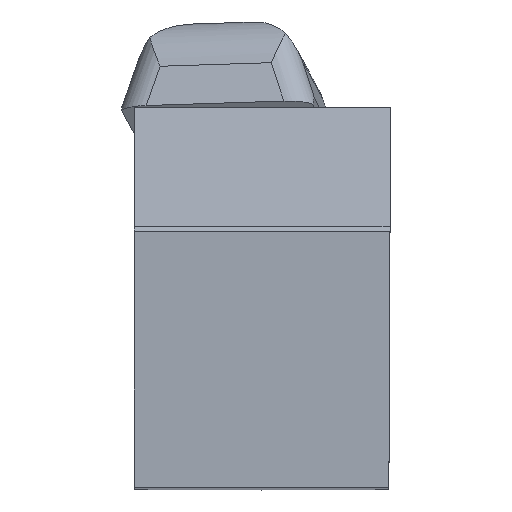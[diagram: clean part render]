
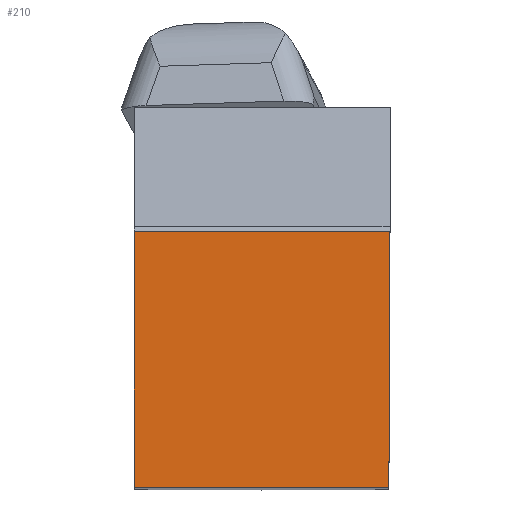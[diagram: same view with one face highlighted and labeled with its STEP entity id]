
A CAD part, top view. The second image highlights one B-rep face of the part: STEP entity #210.
In plain terms, the highlighted planar face has unit normal (0, 0, 1).
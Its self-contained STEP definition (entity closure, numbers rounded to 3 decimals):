
#150=FACE_OUTER_BOUND('',#570,.T.);
#210=ADVANCED_FACE('BLANK_BOXF006',(#150),#264,.F.);
#264=PLANE('',#1356);
#330=LINE('',#1926,#450);
#355=LINE('',#1988,#475);
#357=LINE('',#1993,#477);
#358=LINE('',#1995,#478);
#450=VECTOR('',#1515,1.);
#475=VECTOR('',#1570,1.);
#477=VECTOR('',#1576,1.);
#478=VECTOR('',#1577,1.);
#570=EDGE_LOOP('',(#740,#741,#742,#743));
#740=ORIENTED_EDGE('',*,*,#1104,.F.);
#741=ORIENTED_EDGE('',*,*,#1136,.F.);
#742=ORIENTED_EDGE('',*,*,#1139,.F.);
#743=ORIENTED_EDGE('',*,*,#1140,.F.);
#984=VERTEX_POINT('',#1925);
#985=VERTEX_POINT('',#1927);
#1006=VERTEX_POINT('',#1987);
#1008=VERTEX_POINT('',#1994);
#1104=EDGE_CURVE('',#984,#985,#330,.T.);
#1136=EDGE_CURVE('',#1006,#984,#355,.T.);
#1139=EDGE_CURVE('',#1008,#1006,#357,.T.);
#1140=EDGE_CURVE('',#985,#1008,#358,.T.);
#1356=AXIS2_PLACEMENT_3D('',#1996,#1578,#1579);
#1515=DIRECTION('',(0.,1.,0.));
#1570=DIRECTION('',(-1.,0.,0.));
#1576=DIRECTION('',(-0.004,-1.,0.));
#1577=DIRECTION('',(1.,0.,0.));
#1578=DIRECTION('',(0.,0.,-1.));
#1579=DIRECTION('',(-1.,0.,0.));
#1925=CARTESIAN_POINT('',(-19.875,0.,0.));
#1926=CARTESIAN_POINT('',(-19.875,-142.35,0.));
#1927=CARTESIAN_POINT('',(-19.875,19.875,0.));
#1987=CARTESIAN_POINT('',(-0.087,0.,0.));
#1988=CARTESIAN_POINT('',(142.35,0.,0.));
#1993=CARTESIAN_POINT('',(0.534,142.349,0.));
#1994=CARTESIAN_POINT('',(0.,19.875,0.));
#1995=CARTESIAN_POINT('',(-142.35,19.875,0.));
#1996=CARTESIAN_POINT('',(-24.875,-5.,0.));
